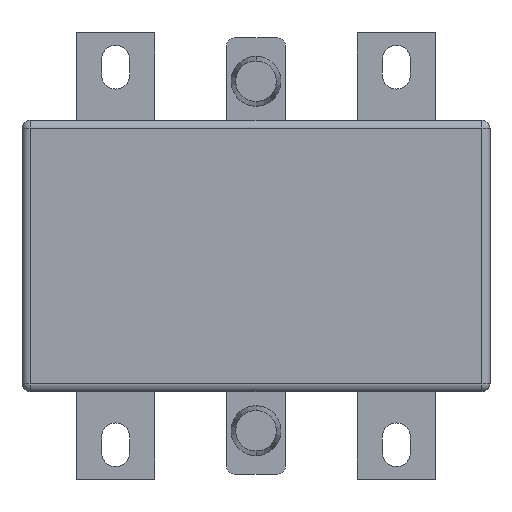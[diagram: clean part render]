
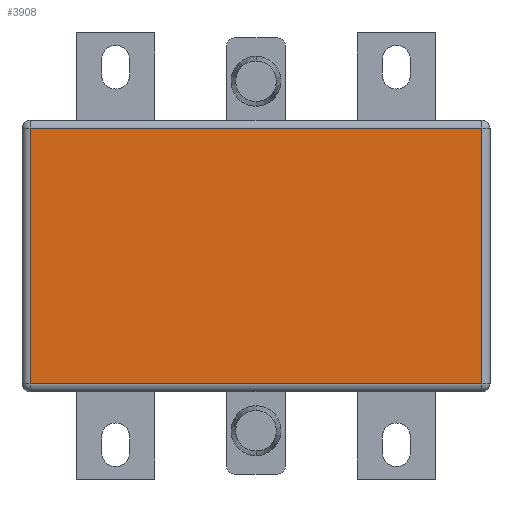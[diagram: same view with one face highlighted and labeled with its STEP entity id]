
A CAD part, front view. The second image highlights one B-rep face of the part: STEP entity #3908.
In plain terms, the highlighted planar face has unit normal (0, -1, 0).
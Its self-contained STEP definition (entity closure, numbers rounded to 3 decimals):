
#684 = CARTESIAN_POINT ( 'NONE',  ( 36.2, -41., 20.45 ) ) ;
#1496 = CARTESIAN_POINT ( 'NONE',  ( -37.5, -41., -20.45 ) ) ;
#1691 = DIRECTION ( 'NONE',  ( -1., 0., 0. ) ) ;
#1986 = DIRECTION ( 'NONE',  ( 0., 1., 0. ) ) ;
#3263 = VECTOR ( 'NONE', #1691, 1000. ) ;
#3698 = VERTEX_POINT ( 'NONE', #22514 ) ;
#3908 = ADVANCED_FACE ( 'NONE', ( #9786 ), #30608, .F. ) ;
#4799 = VECTOR ( 'NONE', #25475, 1000. ) ;
#5027 = EDGE_CURVE ( 'NONE', #22550, #3698, #30166, .T. ) ;
#5038 = EDGE_CURVE ( 'NONE', #3698, #8002, #18220, .T. ) ;
#5077 = EDGE_CURVE ( 'NONE', #8002, #24106, #28684, .T. ) ;
#5168 = EDGE_CURVE ( 'NONE', #24106, #22550, #13075, .T. ) ;
#8002 = VERTEX_POINT ( 'NONE', #684 ) ;
#9378 = CARTESIAN_POINT ( 'NONE',  ( -36.2, -41., 21.75 ) ) ;
#9786 = FACE_OUTER_BOUND ( 'NONE', #11004, .T. ) ;
#11004 = EDGE_LOOP ( 'NONE', ( #15720, #27026, #22536, #25651 ) ) ;
#11408 = CARTESIAN_POINT ( 'NONE',  ( -37.5, -41., 20.45 ) ) ;
#11968 = AXIS2_PLACEMENT_3D ( 'NONE', #14026, #1986, #18729 ) ;
#13075 = LINE ( 'NONE', #9378, #26466 ) ;
#14026 = CARTESIAN_POINT ( 'NONE',  ( -37.5, -41., 21.75 ) ) ;
#15720 = ORIENTED_EDGE ( 'NONE', *, *, #5027, .T. ) ;
#17464 = VECTOR ( 'NONE', #20629, 1000. ) ;
#18220 = LINE ( 'NONE', #23056, #4799 ) ;
#18729 = DIRECTION ( 'NONE',  ( 0., 0., 1. ) ) ;
#18953 = CARTESIAN_POINT ( 'NONE',  ( -36.2, -41., 20.45 ) ) ;
#20629 = DIRECTION ( 'NONE',  ( 1., 0., 0. ) ) ;
#22514 = CARTESIAN_POINT ( 'NONE',  ( 36.2, -41., -20.45 ) ) ;
#22536 = ORIENTED_EDGE ( 'NONE', *, *, #5077, .T. ) ;
#22550 = VERTEX_POINT ( 'NONE', #23672 ) ;
#23056 = CARTESIAN_POINT ( 'NONE',  ( 36.2, -41., 21.75 ) ) ;
#23672 = CARTESIAN_POINT ( 'NONE',  ( -36.2, -41., -20.45 ) ) ;
#24106 = VERTEX_POINT ( 'NONE', #18953 ) ;
#25475 = DIRECTION ( 'NONE',  ( 0., 0., 1. ) ) ;
#25651 = ORIENTED_EDGE ( 'NONE', *, *, #5168, .T. ) ;
#25979 = DIRECTION ( 'NONE',  ( 0., 0., -1. ) ) ;
#26466 = VECTOR ( 'NONE', #25979, 1000. ) ;
#27026 = ORIENTED_EDGE ( 'NONE', *, *, #5038, .T. ) ;
#28684 = LINE ( 'NONE', #11408, #3263 ) ;
#30166 = LINE ( 'NONE', #1496, #17464 ) ;
#30608 = PLANE ( 'NONE',  #11968 ) ;
